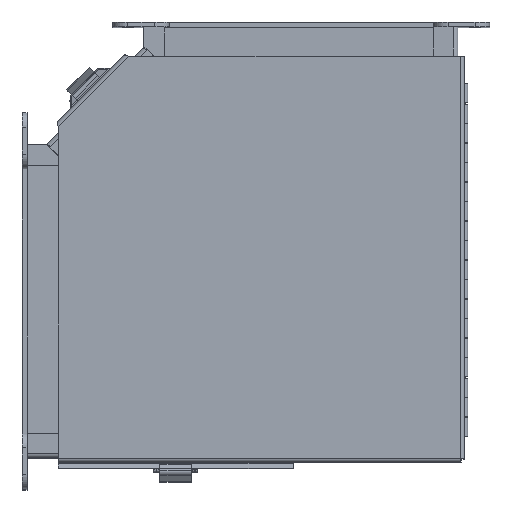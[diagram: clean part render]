
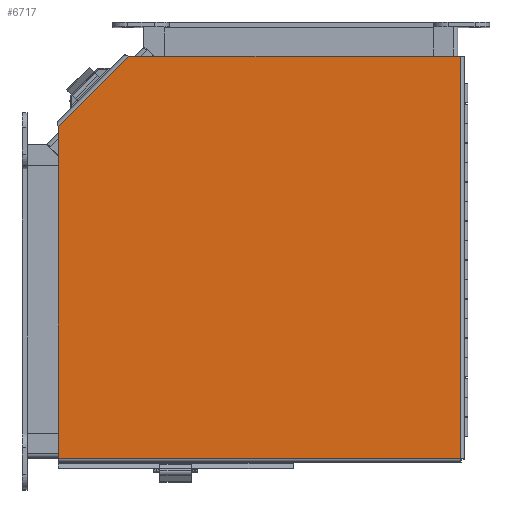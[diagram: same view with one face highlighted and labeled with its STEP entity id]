
A CAD part, top view. The second image highlights one B-rep face of the part: STEP entity #6717.
In plain terms, the highlighted face is planar.
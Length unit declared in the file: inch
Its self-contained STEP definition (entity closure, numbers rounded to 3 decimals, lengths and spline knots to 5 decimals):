
#345=PLANE('',#7134);
#616=FACE_OUTER_BOUND('',#992,.T.);
#992=EDGE_LOOP('',(#4880,#4881,#4882,#4883,#4884));
#1776=LINE('',#10263,#2450);
#1777=LINE('',#10265,#2451);
#1778=LINE('',#10267,#2452);
#1779=LINE('',#10269,#2453);
#1780=LINE('',#10270,#2454);
#2450=VECTOR('',#8065,2.54756);
#2451=VECTOR('',#8066,8.46835);
#2452=VECTOR('',#8067,10.26975);
#2453=VECTOR('',#8068,10.26975);
#2454=VECTOR('',#8069,8.46835);
#3066=VERTEX_POINT('',#10261);
#3067=VERTEX_POINT('',#10262);
#3068=VERTEX_POINT('',#10264);
#3069=VERTEX_POINT('',#10266);
#3070=VERTEX_POINT('',#10268);
#3764=EDGE_CURVE('',#3066,#3067,#1776,.T.);
#3765=EDGE_CURVE('',#3068,#3067,#1777,.T.);
#3766=EDGE_CURVE('',#3068,#3069,#1778,.T.);
#3767=EDGE_CURVE('',#3069,#3070,#1779,.T.);
#3768=EDGE_CURVE('',#3066,#3070,#1780,.T.);
#4880=ORIENTED_EDGE('',*,*,#3764,.T.);
#4881=ORIENTED_EDGE('',*,*,#3765,.F.);
#4882=ORIENTED_EDGE('',*,*,#3766,.T.);
#4883=ORIENTED_EDGE('',*,*,#3767,.T.);
#4884=ORIENTED_EDGE('',*,*,#3768,.F.);
#6717=ADVANCED_FACE('',(#616),#345,.T.);
#7134=AXIS2_PLACEMENT_3D('',#10260,#8063,#8064);
#8063=DIRECTION('center_axis',(-0.242,-0.242,0.94));
#8064=DIRECTION('ref_axis',(0.97,-0.03,0.242));
#8065=DIRECTION('',(0.707,-0.707,0.));
#8066=DIRECTION('',(-0.97,0.03,-0.242));
#8067=DIRECTION('',(-0.03,0.97,0.242));
#8068=DIRECTION('',(-0.97,0.03,-0.242));
#8069=DIRECTION('',(-0.03,0.97,0.242));
#10260=CARTESIAN_POINT('Origin',(-0.73626,-0.73626,
2.7489));
#10261=CARTESIAN_POINT('',(-5.66524,-3.86384,0.67542));
#10262=CARTESIAN_POINT('',(-3.86384,-5.66524,0.67542));
#10263=CARTESIAN_POINT('',(-4.31419,-5.21489,0.67542));
#10264=CARTESIAN_POINT('',(4.34916,-5.92059,2.72345));
#10265=CARTESIAN_POINT('',(-5.61092,-5.61092,0.23976));
#10266=CARTESIAN_POINT('',(4.03949,4.03949,5.20713));
#10267=CARTESIAN_POINT('',(4.27095,-3.40505,3.35073));
#10268=CARTESIAN_POINT('',(-5.92059,4.34916,2.72345));
#10269=CARTESIAN_POINT('',(1.57499,4.11611,4.59257));
#10270=CARTESIAN_POINT('',(-5.92376,4.45124,2.7489));
